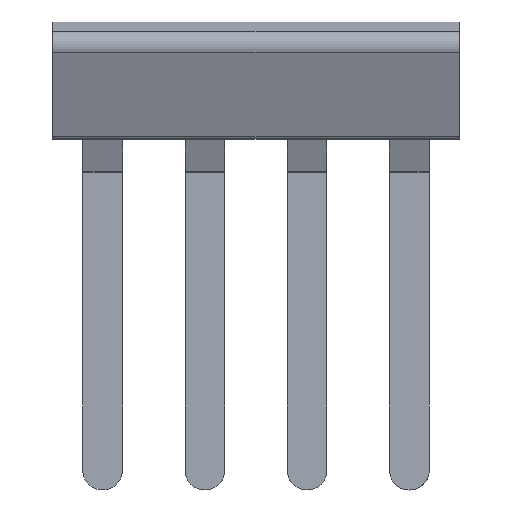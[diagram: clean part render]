
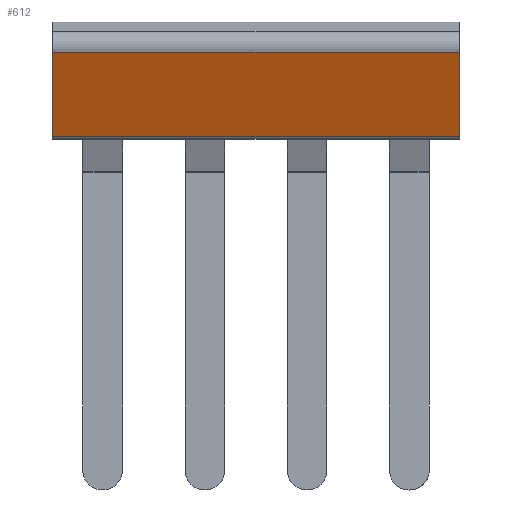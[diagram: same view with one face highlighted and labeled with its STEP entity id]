
A CAD part, front view. The second image highlights one B-rep face of the part: STEP entity #612.
In plain terms, the highlighted planar face has unit normal (0, -0.927, -0.375).
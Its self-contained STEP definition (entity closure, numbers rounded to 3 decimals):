
#599=AXIS2_PLACEMENT_3D('Plane Axis2P3D',#596,#597,#598) ;
#189=CARTESIAN_POINT('Vertex',(0.,1.779,17.763)) ;
#192=CARTESIAN_POINT('Line Origine',(0.,0.919,19.893)) ;
#196=CARTESIAN_POINT('Vertex',(0.,0.058,22.022)) ;
#279=CARTESIAN_POINT('Vertex',(20.42,0.058,22.022)) ;
#282=CARTESIAN_POINT('Line Origine',(20.42,0.919,19.893)) ;
#286=CARTESIAN_POINT('Vertex',(20.42,1.779,17.763)) ;
#584=CARTESIAN_POINT('Line Origine',(10.21,1.779,17.763)) ;
#596=CARTESIAN_POINT('Axis2P3D Location',(0.,1.779,17.763)) ;
#601=CARTESIAN_POINT('Line Origine',(10.21,0.058,22.022)) ;
#193=DIRECTION('Vector Direction',(0.,-0.375,0.927)) ;
#283=DIRECTION('Vector Direction',(0.,-0.375,0.927)) ;
#585=DIRECTION('Vector Direction',(1.,0.,0.)) ;
#597=DIRECTION('Axis2P3D Direction',(0.,0.927,0.375)) ;
#598=DIRECTION('Axis2P3D XDirection',(0.,-0.375,0.927)) ;
#602=DIRECTION('Vector Direction',(1.,0.,0.)) ;
#194=VECTOR('Line Direction',#193,1.) ;
#284=VECTOR('Line Direction',#283,1.) ;
#586=VECTOR('Line Direction',#585,1.) ;
#603=VECTOR('Line Direction',#602,1.) ;
#607=ORIENTED_EDGE('',*,*,#605,.F.) ;
#608=ORIENTED_EDGE('',*,*,#198,.T.) ;
#609=ORIENTED_EDGE('',*,*,#588,.T.) ;
#610=ORIENTED_EDGE('',*,*,#288,.F.) ;
#612=ADVANCED_FACE('ISPF QB PVC 4POL.1.1\\ISGF',(#611),#600,.F.) ;
#198=EDGE_CURVE('',#197,#190,#195,.F.) ;
#288=EDGE_CURVE('',#280,#287,#285,.F.) ;
#588=EDGE_CURVE('',#190,#287,#587,.T.) ;
#605=EDGE_CURVE('',#197,#280,#604,.T.) ;
#606=EDGE_LOOP('',(#607,#608,#609,#610)) ;
#611=FACE_OUTER_BOUND('',#606,.T.) ;
#195=LINE('Line',#192,#194) ;
#285=LINE('Line',#282,#284) ;
#587=LINE('Line',#584,#586) ;
#604=LINE('Line',#601,#603) ;
#600=PLANE('',#599) ;
#190=VERTEX_POINT('',#189) ;
#197=VERTEX_POINT('',#196) ;
#280=VERTEX_POINT('',#279) ;
#287=VERTEX_POINT('',#286) ;
